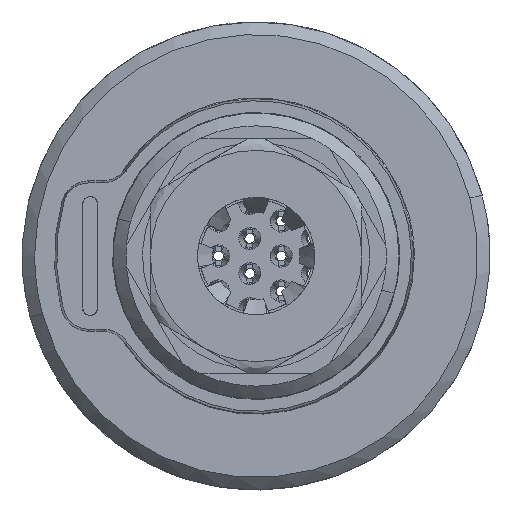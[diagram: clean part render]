
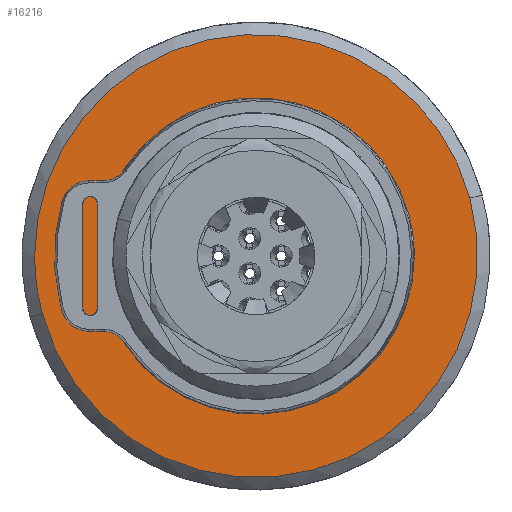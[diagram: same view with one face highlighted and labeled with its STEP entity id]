
A CAD part, left-side view. The second image highlights one B-rep face of the part: STEP entity #16216.
In plain terms, the highlighted planar face has unit normal (-1, 0, 0).
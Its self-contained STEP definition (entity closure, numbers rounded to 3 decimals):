
#16216=ADVANCED_FACE('',(#29112,#29113),#29114,.T.);
#29112=FACE_OUTER_BOUND('',#39696,.T.);
#29113=FACE_BOUND('',#39697,.T.);
#29114=PLANE('',#39698);
#39696=EDGE_LOOP('',(#54376,#54377,#54378));
#39697=EDGE_LOOP('',(#54379,#54380,#54381));
#39698=AXIS2_PLACEMENT_3D('',#54382,#54383,#54384);
#54376=ORIENTED_EDGE('',*,*,#67920,.T.);
#54377=ORIENTED_EDGE('',*,*,#67833,.T.);
#54378=ORIENTED_EDGE('',*,*,#67921,.T.);
#54379=ORIENTED_EDGE('',*,*,#67831,.F.);
#54380=ORIENTED_EDGE('',*,*,#67830,.F.);
#54381=ORIENTED_EDGE('',*,*,#67922,.F.);
#54382=CARTESIAN_POINT('',(-3.175,0.0,18.692));
#54383=DIRECTION('',(-1.0,0.0,0.0));
#54384=DIRECTION('',(0.0,0.0,1.0));
#67830=EDGE_CURVE('',#75309,#75311,#75312,.T.);
#67831=EDGE_CURVE('',#75311,#75305,#75313,.T.);
#67833=EDGE_CURVE('',#75317,#75314,#75318,.T.);
#67920=EDGE_CURVE('',#75458,#75317,#75459,.T.);
#67921=EDGE_CURVE('',#75314,#75458,#75460,.T.);
#67922=EDGE_CURVE('',#75305,#75309,#75461,.T.);
#75305=VERTEX_POINT('',#85748);
#75309=VERTEX_POINT('',#85753);
#75311=VERTEX_POINT('',#85756);
#75312=CIRCLE('',#85757,12.834);
#75313=CIRCLE('',#85758,12.834);
#75314=VERTEX_POINT('',#85759);
#75317=VERTEX_POINT('',#85763);
#75318=CIRCLE('',#85764,17.969);
#75458=VERTEX_POINT('',#92581);
#75459=CIRCLE('',#92582,17.969);
#75460=CIRCLE('',#92583,17.969);
#75461=CIRCLE('',#92584,12.834);
#85748=CARTESIAN_POINT('',(-3.175,-12.39,3.348));
#85753=CARTESIAN_POINT('',(-3.175,12.39,-3.348));
#85756=CARTESIAN_POINT('',(-3.175,-12.834,0.));
#85757=AXIS2_PLACEMENT_3D('',#97422,#97423,#97424);
#85758=AXIS2_PLACEMENT_3D('',#97425,#97426,#97427);
#85759=CARTESIAN_POINT('',(-3.175,-17.347,4.687));
#85763=CARTESIAN_POINT('',(-3.175,17.347,-4.687));
#85764=AXIS2_PLACEMENT_3D('',#97429,#97430,#97431);
#92581=CARTESIAN_POINT('',(-3.175,17.969,0.0));
#92582=AXIS2_PLACEMENT_3D('',#97574,#97575,#97576);
#92583=AXIS2_PLACEMENT_3D('',#97577,#97578,#97579);
#92584=AXIS2_PLACEMENT_3D('',#97580,#97581,#97582);
#97422=CARTESIAN_POINT('',(-3.175,0.0,0.0));
#97423=DIRECTION('',(-1.0,0.0,0.0));
#97424=DIRECTION('',(0.0,-1.0,0.0));
#97425=CARTESIAN_POINT('',(-3.175,0.0,0.0));
#97426=DIRECTION('',(-1.0,0.0,0.0));
#97427=DIRECTION('',(0.0,-1.0,0.0));
#97429=CARTESIAN_POINT('',(-3.175,0.0,0.0));
#97430=DIRECTION('',(-1.0,0.0,0.0));
#97431=DIRECTION('',(0.0,-1.0,0.0));
#97574=CARTESIAN_POINT('',(-3.175,0.0,0.0));
#97575=DIRECTION('',(-1.0,0.0,0.0));
#97576=DIRECTION('',(0.0,-1.0,0.0));
#97577=CARTESIAN_POINT('',(-3.175,0.0,0.0));
#97578=DIRECTION('',(-1.0,0.0,0.0));
#97579=DIRECTION('',(0.0,-1.0,0.0));
#97580=CARTESIAN_POINT('',(-3.175,0.0,0.0));
#97581=DIRECTION('',(-1.0,0.0,0.0));
#97582=DIRECTION('',(0.0,-1.0,0.0));
